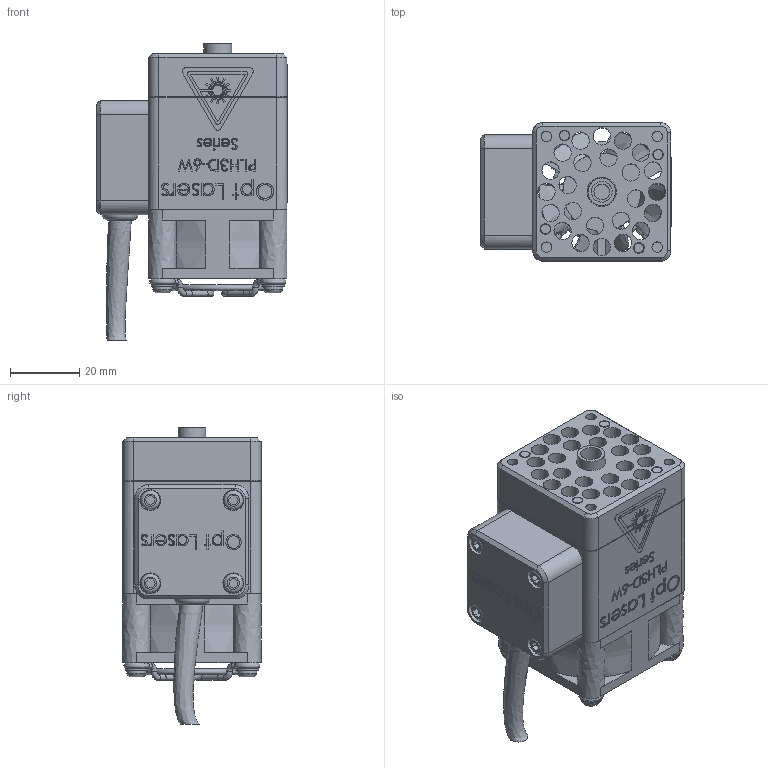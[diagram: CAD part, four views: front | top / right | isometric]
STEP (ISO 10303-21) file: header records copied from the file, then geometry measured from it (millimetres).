
FILE_DESCRIPTION( ('This file contains a STEP AP42 implementation' ,'as created by ZW3D STEP Interface translator.') ,'2;1' );
FILE_NAME( 'PLH3D-6W.stp' ,'1811 4.11 924', (''), ('ZWCAD Software Co.'), 'Version 1.0', 'ZW3D to STEP translator', '' );
FILE_SCHEMA( ('CONFIG_CONTROL_DESIGN') );
Length unit declared in the file: millimetre
Products named in the file (1): 0
Bounding box: 55.1 x 40.1 x 85.8 mm (x, y, z)
Volume: 77826.4 mm3; surface area: 52484 mm2
Topology: 163 solids, 163 shells, 2484 faces, 6204 edges, 4121 vertices
Faces by surface type: bspline 2484
Entity records: 81636 total; most frequent: CARTESIAN_POINT 40416, ORIENTED_EDGE 12408, EDGE_CURVE 6204, B_SPLINE_CURVE_WITH_KNOTS 5540, VERTEX_POINT 4121, EDGE_LOOP 2747, FACE_OUTER_BOUND 2484, ADVANCED_FACE 2484
